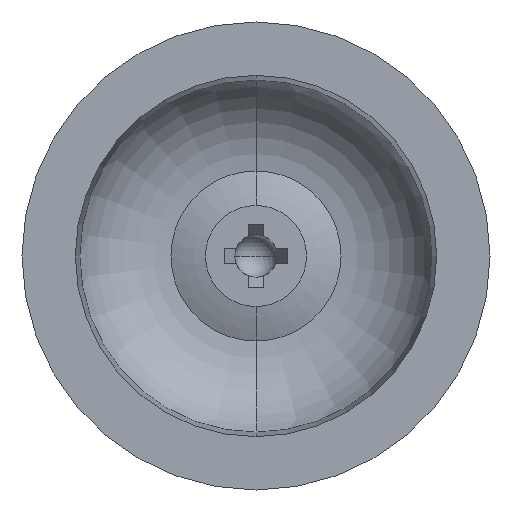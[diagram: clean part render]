
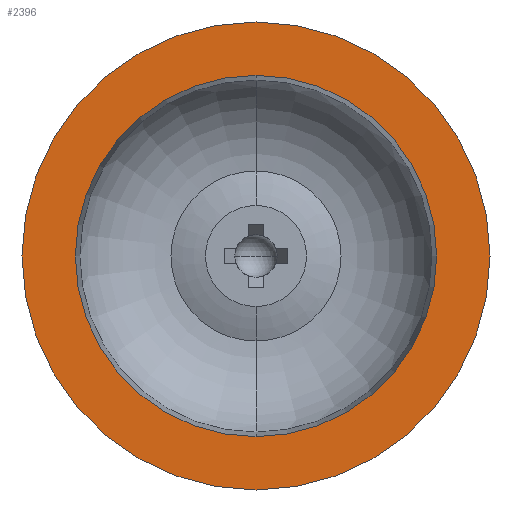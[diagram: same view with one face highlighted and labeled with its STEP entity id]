
A CAD part, front view. The second image highlights one B-rep face of the part: STEP entity #2396.
In plain terms, the highlighted planar face has unit normal (0, -1, 0).
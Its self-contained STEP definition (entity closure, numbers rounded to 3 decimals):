
#212 = CIRCLE ( 'NONE', #1845, 16.985 ) ;
#218 = FACE_BOUND ( 'NONE', #1538, .T. ) ;
#222 = FACE_OUTER_BOUND ( 'NONE', #1491, .T. ) ;
#396 = CARTESIAN_POINT ( 'NONE',  ( 0., 0., -22. ) ) ;
#466 = CARTESIAN_POINT ( 'NONE',  ( 0., 0., 22. ) ) ;
#533 = CARTESIAN_POINT ( 'NONE',  ( 0., 0., 16.985 ) ) ;
#537 = CARTESIAN_POINT ( 'NONE',  ( 0., 0., -16.985 ) ) ;
#541 = CARTESIAN_POINT ( 'NONE',  ( 0., 0., 0. ) ) ;
#545 = DIRECTION ( 'NONE',  ( 0., 0., -1. ) ) ;
#546 = DIRECTION ( 'NONE',  ( 0., -1., 0. ) ) ;
#697 = EDGE_CURVE ( 'NONE', #1553, #1641, #810, .T. ) ;
#698 = EDGE_CURVE ( 'NONE', #1544, #1480, #809, .T. ) ;
#700 = EDGE_CURVE ( 'NONE', #1480, #1544, #806, .T. ) ;
#806 = CIRCLE ( 'NONE', #1801, 22. ) ;
#809 = CIRCLE ( 'NONE', #1799, 22. ) ;
#810 = CIRCLE ( 'NONE', #1798, 16.985 ) ;
#1275 = CARTESIAN_POINT ( 'NONE',  ( 0., 0., 0. ) ) ;
#1282 = DIRECTION ( 'NONE',  ( 0., 0., -1. ) ) ;
#1284 = DIRECTION ( 'NONE',  ( 0., -1., 0. ) ) ;
#1285 = CARTESIAN_POINT ( 'NONE',  ( 0., 0., 0. ) ) ;
#1305 = DIRECTION ( 'NONE',  ( 0., 0., -1. ) ) ;
#1307 = DIRECTION ( 'NONE',  ( 0., -1., 0. ) ) ;
#1310 = DIRECTION ( 'NONE',  ( 0., 0., -1. ) ) ;
#1311 = DIRECTION ( 'NONE',  ( 0., -1., 0. ) ) ;
#1313 = CARTESIAN_POINT ( 'NONE',  ( 0., 0., 0. ) ) ;
#1480 = VERTEX_POINT ( 'NONE', #466 ) ;
#1491 = EDGE_LOOP ( 'NONE', ( #1536, #1555 ) ) ;
#1535 = ORIENTED_EDGE ( 'NONE', *, *, #1691, .F. ) ;
#1536 = ORIENTED_EDGE ( 'NONE', *, *, #698, .T. ) ;
#1538 = EDGE_LOOP ( 'NONE', ( #1546, #1535 ) ) ;
#1544 = VERTEX_POINT ( 'NONE', #396 ) ;
#1546 = ORIENTED_EDGE ( 'NONE', *, *, #697, .F. ) ;
#1553 = VERTEX_POINT ( 'NONE', #537 ) ;
#1555 = ORIENTED_EDGE ( 'NONE', *, *, #700, .T. ) ;
#1641 = VERTEX_POINT ( 'NONE', #533 ) ;
#1691 = EDGE_CURVE ( 'NONE', #1641, #1553, #212, .T. ) ;
#1798 = AXIS2_PLACEMENT_3D ( 'NONE', #1313, #1311, #1310 ) ;
#1799 = AXIS2_PLACEMENT_3D ( 'NONE', #1275, #1307, #1305 ) ;
#1801 = AXIS2_PLACEMENT_3D ( 'NONE', #1285, #1284, #1282 ) ;
#1845 = AXIS2_PLACEMENT_3D ( 'NONE', #541, #546, #545 ) ;
#1897 = AXIS2_PLACEMENT_3D ( 'NONE', #2480, #2519, #2518 ) ;
#2396 = ADVANCED_FACE ( 'NONE', ( #218, #222 ), #2528, .F. ) ;
#2480 = CARTESIAN_POINT ( 'NONE',  ( -22., 0., 0. ) ) ;
#2518 = DIRECTION ( 'NONE',  ( 0., 0., 1. ) ) ;
#2519 = DIRECTION ( 'NONE',  ( 0., 1., 0. ) ) ;
#2528 = PLANE ( 'NONE',  #1897 ) ;
